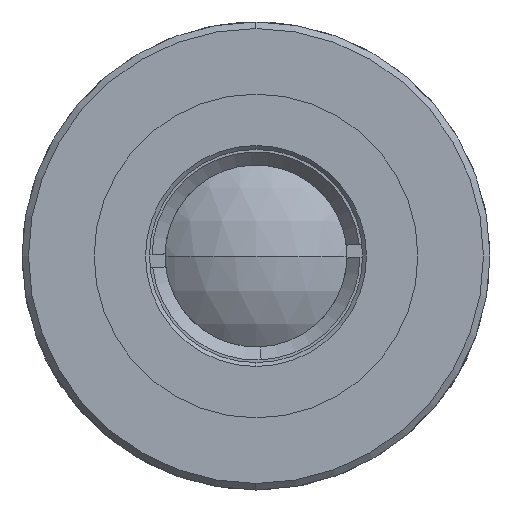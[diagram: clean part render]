
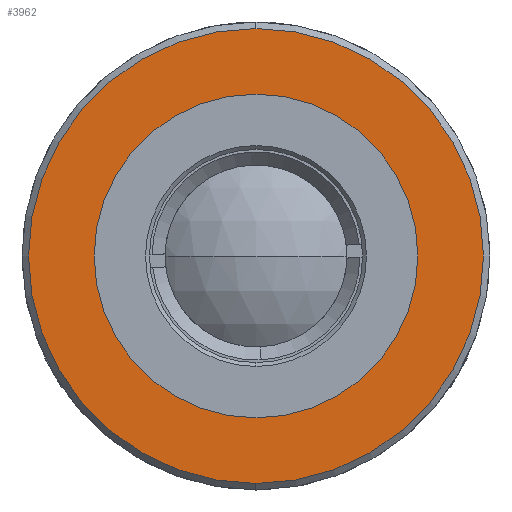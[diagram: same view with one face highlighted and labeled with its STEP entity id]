
A CAD part, left-side view. The second image highlights one B-rep face of the part: STEP entity #3962.
In plain terms, the highlighted planar face has unit normal (-1, 0, 0).
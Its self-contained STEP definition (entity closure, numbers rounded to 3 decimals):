
#282 = ORIENTED_EDGE ( 'NONE', *, *, #3240, .T. ) ;
#296 = CIRCLE ( 'NONE', #927, 17.5 ) ;
#298 = CARTESIAN_POINT ( 'NONE',  ( -5.002, 0., -12.45 ) ) ;
#399 = CARTESIAN_POINT ( 'NONE',  ( -5.002, 0., 17.5 ) ) ;
#417 = CIRCLE ( 'NONE', #3200, 17.5 ) ;
#696 = AXIS2_PLACEMENT_3D ( 'NONE', #827, #1557, #3824 ) ;
#827 = CARTESIAN_POINT ( 'NONE',  ( -5.002, 0., 0. ) ) ;
#865 = EDGE_LOOP ( 'NONE', ( #2213, #282 ) ) ;
#927 = AXIS2_PLACEMENT_3D ( 'NONE', #2794, #4413, #3646 ) ;
#1172 = CIRCLE ( 'NONE', #3954, 12.45 ) ;
#1503 = VERTEX_POINT ( 'NONE', #2447 ) ;
#1557 = DIRECTION ( 'NONE',  ( -1., 0., 0. ) ) ;
#1765 = DIRECTION ( 'NONE',  ( 1., 0., 0. ) ) ;
#1863 = PLANE ( 'NONE',  #3258 ) ;
#1991 = EDGE_LOOP ( 'NONE', ( #4849, #3933 ) ) ;
#2213 = ORIENTED_EDGE ( 'NONE', *, *, #4846, .T. ) ;
#2315 = DIRECTION ( 'NONE',  ( 0., 0., -1. ) ) ;
#2361 = CIRCLE ( 'NONE', #696, 12.45 ) ;
#2447 = CARTESIAN_POINT ( 'NONE',  ( -5.002, 0., 12.45 ) ) ;
#2695 = DIRECTION ( 'NONE',  ( -1., 0., 0. ) ) ;
#2794 = CARTESIAN_POINT ( 'NONE',  ( -5.002, 0., 0. ) ) ;
#3200 = AXIS2_PLACEMENT_3D ( 'NONE', #3421, #2695, #2315 ) ;
#3240 = EDGE_CURVE ( 'NONE', #3308, #4744, #417, .T. ) ;
#3258 = AXIS2_PLACEMENT_3D ( 'NONE', #4149, #1765, #3380 ) ;
#3294 = FACE_BOUND ( 'NONE', #1991, .T. ) ;
#3308 = VERTEX_POINT ( 'NONE', #399 ) ;
#3324 = EDGE_CURVE ( 'NONE', #1503, #4066, #1172, .T. ) ;
#3380 = DIRECTION ( 'NONE',  ( 0., 0., -1. ) ) ;
#3421 = CARTESIAN_POINT ( 'NONE',  ( -5.002, 0., 0. ) ) ;
#3495 = DIRECTION ( 'NONE',  ( -1., 0., 0. ) ) ;
#3646 = DIRECTION ( 'NONE',  ( 0., 0., -1. ) ) ;
#3729 = FACE_OUTER_BOUND ( 'NONE', #865, .T. ) ;
#3824 = DIRECTION ( 'NONE',  ( 0., 0., 1. ) ) ;
#3845 = CARTESIAN_POINT ( 'NONE',  ( -5.002, 0., -17.5 ) ) ;
#3866 = CARTESIAN_POINT ( 'NONE',  ( -5.002, 0., 0. ) ) ;
#3933 = ORIENTED_EDGE ( 'NONE', *, *, #4701, .F. ) ;
#3954 = AXIS2_PLACEMENT_3D ( 'NONE', #3866, #3495, #4144 ) ;
#3962 = ADVANCED_FACE ( 'NONE', ( #3729, #3294 ), #1863, .F. ) ;
#4066 = VERTEX_POINT ( 'NONE', #298 ) ;
#4144 = DIRECTION ( 'NONE',  ( 0., 0., 1. ) ) ;
#4149 = CARTESIAN_POINT ( 'NONE',  ( -5.002, 18., 0. ) ) ;
#4413 = DIRECTION ( 'NONE',  ( -1., 0., 0. ) ) ;
#4701 = EDGE_CURVE ( 'NONE', #4066, #1503, #2361, .T. ) ;
#4744 = VERTEX_POINT ( 'NONE', #3845 ) ;
#4846 = EDGE_CURVE ( 'NONE', #4744, #3308, #296, .T. ) ;
#4849 = ORIENTED_EDGE ( 'NONE', *, *, #3324, .F. ) ;
